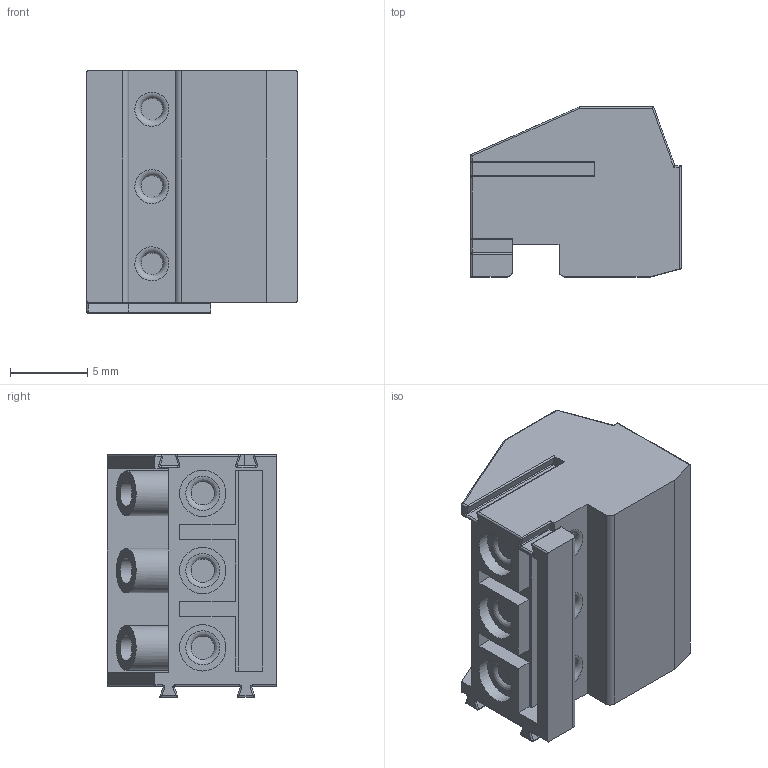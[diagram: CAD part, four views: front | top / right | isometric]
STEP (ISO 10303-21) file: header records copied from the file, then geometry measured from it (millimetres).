
FILE_DESCRIPTION(/* description */ (''),/* implementation_level */ '2;1');
FILE_NAME(/* name */ '822-03-PBA-5.0-03-4-0.stp',/* time_stamp */ '2025-09-01T15:26:10+02:00',/* author */ ('Andreas.Larin'),/* organization */ (''),/* preprocessor_version */ 'ST-DEVELOPER v20',/* originating_system */ 'Autodesk Inventor 2025',/* authorisation */ '');
FILE_SCHEMA (('AUTOMOTIVE_DESIGN { 1 0 10303 214 3 1 1 }'));
Length unit declared in the file: millimetre
Products named in the file (1): 822-03-PBA-5.0-03-4-0
Bounding box: 13.6 x 11 x 15.7 mm (x, y, z)
Volume: 1630.5 mm3; surface area: 1449.7 mm2
Topology: 1 solids, 1 shells, 204 faces, 477 edges, 300 vertices
Faces by surface type: plane 103, cylinder 61, torus 20, cone 12, bspline 8
Full cylindrical faces by diameter (mm): 1.4 x3, 1.7 x3, 2.9 x3, 3 x3, 3.6 x3
Entity records: 6747 total; most frequent: CARTESIAN_POINT 1976, DIRECTION 1016, ORIENTED_EDGE 954, EDGE_CURVE 477, AXIS2_PLACEMENT_3D 374, VERTEX_POINT 300, LINE 268, VECTOR 268
